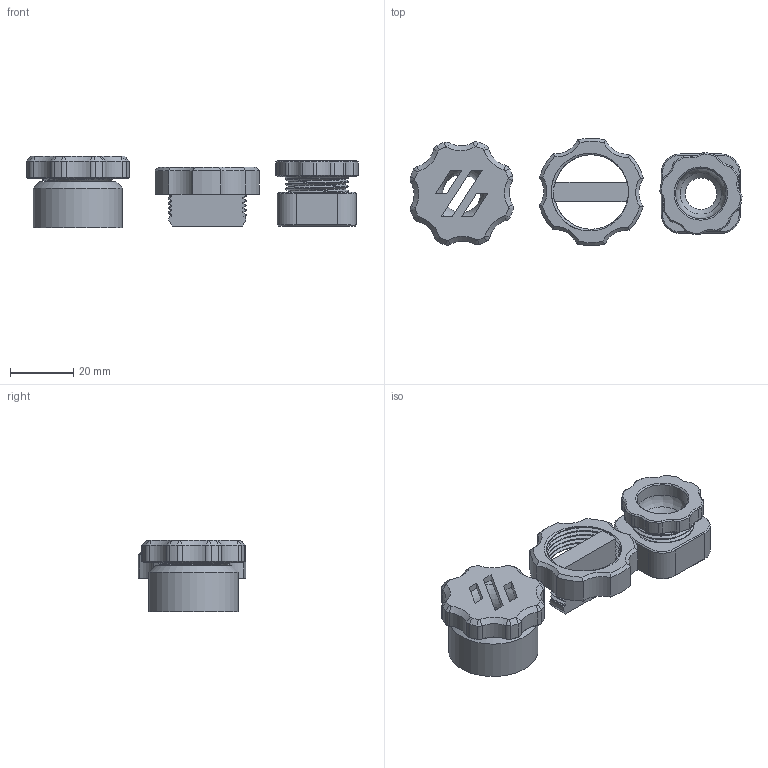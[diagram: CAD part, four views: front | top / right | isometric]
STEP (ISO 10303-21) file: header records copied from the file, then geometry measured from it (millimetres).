
FILE_DESCRIPTION(/* description */ (''),/* implementation_level */ '2;1');
FILE_NAME(/* name */ 'Voron_Thread_Tests.step',/* time_stamp */ '2023-06-14T10:20:06-07:00',/* author */ (''),/* organization */ (''),/* preprocessor_version */ 'ST-DEVELOPER v19.2',/* originating_system */ 'Autodesk Translation Framework v12.6.0.85',/* authorisation */ '');
FILE_SCHEMA (('AUTOMOTIVE_DESIGN { 1 0 10303 214 3 1 1 }'));
Length unit declared in the file: millimetre
Products named in the file (4): (Unsaved); Thread_Test_1; Thread_Test_2; Thread_Test_3
Assembly tree (3 placements, depth 2):
  (Unsaved)
    Thread_Test_1
    Thread_Test_2
    Thread_Test_3
Bounding box: 104.72 x 33.9 x 22.5 mm (x, y, z)
Volume: 21493.6 mm3; surface area: 16952.4 mm2
Topology: 6 solids, 6 shells, 469 faces, 1217 edges, 766 vertices
Faces by surface type: cylinder 206, cone 158, bspline 55, plane 49, torus 1
Full cylindrical faces by diameter (mm): 10 x1, 12 x1, 16 x1, 16.2 x2, 18.137 x6, 18.526 x6, 19.038 x1, 19.85 x6, 20.203 x6, 20.376 x5, 20.526 x7, 22 x4, 22.203 x8, 23.526 x4, 25.208 x5, 28.2 x1
Entity records: 31400 total; most frequent: CARTESIAN_POINT 20447, ORIENTED_EDGE 2434, DIRECTION 2049, EDGE_CURVE 1217, AXIS2_PLACEMENT_3D 803, VERTEX_POINT 766, EDGE_LOOP 489, FACE_OUTER_BOUND 469
